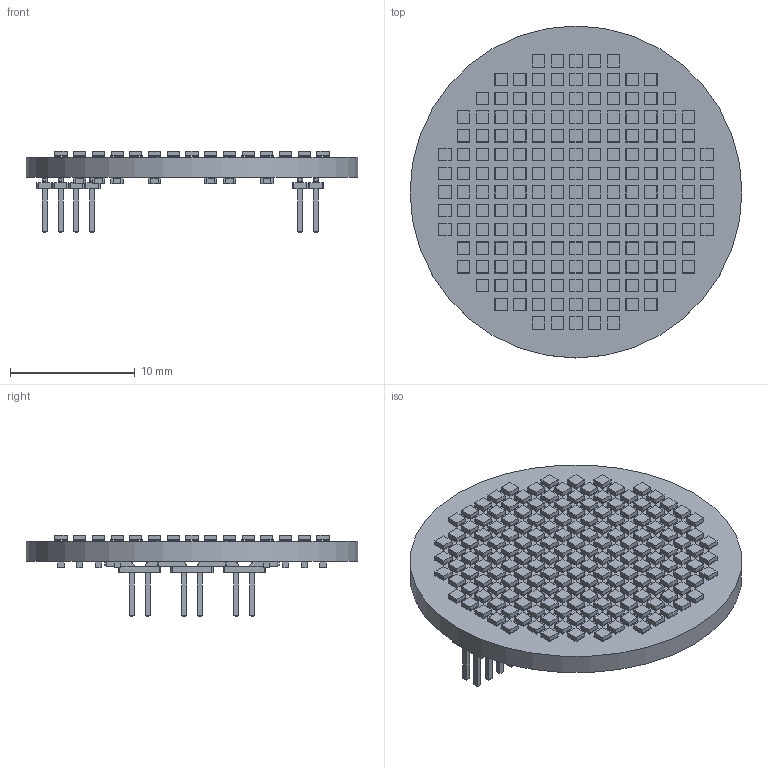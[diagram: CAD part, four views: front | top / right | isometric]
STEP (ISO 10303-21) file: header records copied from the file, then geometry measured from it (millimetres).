
FILE_DESCRIPTION(('KiCad electronic assembly'),'2;1');
FILE_NAME('led_board.step','2025-04-27T11:58:54',('Pcbnew'),('Kicad'), 'Open CASCADE STEP processor 7.7','KiCad to STEP converter','Unknown' );
FILE_SCHEMA(('AUTOMOTIVE_DESIGN { 1 0 10303 214 1 1 1 1 }'));
Length unit declared in the file: millimetre
Products named in the file (12): led_board 1; APA104-1010; (Unsaved); C_0402_1005Metric; PinHeader_2x02_P1.27mm_Vertical_SMD; PinHeader_2x02_P127mm_Vertical_SMD; PinHeader_2x04_P1.27mm_Vertical_SMD; PinHeader_2x04_P127mm_Vertical_SMD; R_0402_1005Metric; led_board_PCB
Assembly tree (199 placements, depth 3):
  led_board 1
    APA104-1010  x177
      (Unsaved)
    C_0402_1005Metric  x12
      C_0402_1005Metric
    PinHeader_2x02_P1.27mm_Vertical_SMD  x2
      PinHeader_2x02_P127mm_Vertical_SMD
    PinHeader_2x04_P1.27mm_Vertical_SMD
      PinHeader_2x04_P127mm_Vertical_SMD
    R_0402_1005Metric
      R_0402_1005Metric
    led_board_PCB
Bounding box: 26.6 x 26.6 x 6.5 mm (x, y, z)
Volume: 992.1 mm3; surface area: 2470.7 mm2
Topology: 371 solids, 371 shells, 2853 faces, 6081 edges, 4010 vertices
Faces by surface type: plane 2684, cylinder 169
Full cylindrical faces by diameter (mm): 26.6 x1
Entity records: 13797 total; most frequent: DIRECTION 1987, CARTESIAN_POINT 1906, ORIENTED_EDGE 1678, EDGE_CURVE 839, LINE 773, VECTOR 773, AXIS2_PLACEMENT_3D 607, VERTEX_POINT 526
